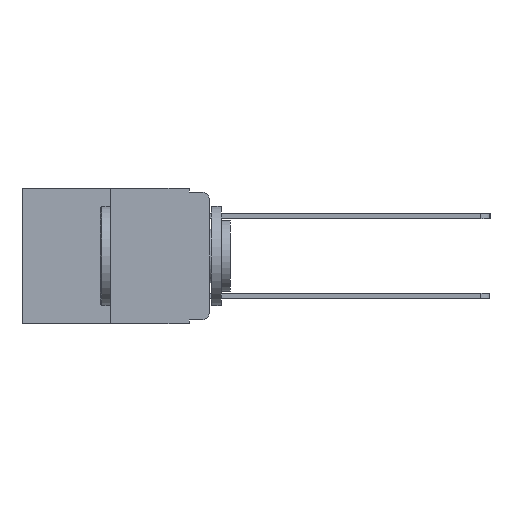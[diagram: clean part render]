
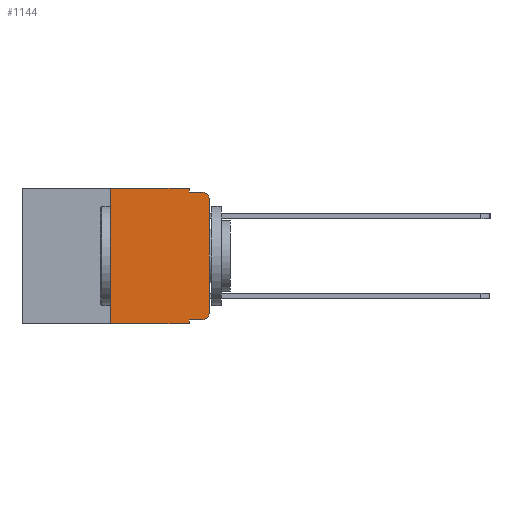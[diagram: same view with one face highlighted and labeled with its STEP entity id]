
A CAD part, left-side view. The second image highlights one B-rep face of the part: STEP entity #1144.
In plain terms, the highlighted planar face has unit normal (-1, 0, 0).
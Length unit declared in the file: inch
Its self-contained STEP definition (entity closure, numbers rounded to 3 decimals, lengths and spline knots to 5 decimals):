
#81 = VECTOR ( 'NONE', #1611, 39.37008 ) ;
#104 = ORIENTED_EDGE ( 'NONE', *, *, #9732, .F. ) ;
#654 = DIRECTION ( 'NONE',  ( 0., -1., 0. ) ) ;
#1051 = CARTESIAN_POINT ( 'NONE',  ( 0., 0., 0. ) ) ;
#1144 = ADVANCED_FACE ( 'NONE', ( #10707 ), #14899, .F. ) ;
#1611 = DIRECTION ( 'NONE',  ( 0., 0., -1. ) ) ;
#1632 = DIRECTION ( 'NONE',  ( 0., 0., -1. ) ) ;
#1687 = CARTESIAN_POINT ( 'NONE',  ( 0., 0.25, -0.343 ) ) ;
#2055 = VERTEX_POINT ( 'NONE', #10886 ) ;
#2243 = EDGE_LOOP ( 'NONE', ( #11383, #6019, #8834, #11724, #6359, #9174, #6712, #104, #4019, #13689 ) ) ;
#2358 = DIRECTION ( 'NONE',  ( 0., -1., 0. ) ) ;
#2513 = AXIS2_PLACEMENT_3D ( 'NONE', #7791, #8714, #1632 ) ;
#2559 = VECTOR ( 'NONE', #12456, 39.37008 ) ;
#2649 = CARTESIAN_POINT ( 'NONE',  ( 0., 0.473, 0. ) ) ;
#2773 = VERTEX_POINT ( 'NONE', #6177 ) ;
#3134 = DIRECTION ( 'NONE',  ( -1., 0., 0. ) ) ;
#3529 = VECTOR ( 'NONE', #12265, 39.37008 ) ;
#3667 = VERTEX_POINT ( 'NONE', #10160 ) ;
#3982 = LINE ( 'NONE', #12742, #12353 ) ;
#4019 = ORIENTED_EDGE ( 'NONE', *, *, #9006, .T. ) ;
#4390 = AXIS2_PLACEMENT_3D ( 'NONE', #11459, #11621, #11156 ) ;
#4965 = CIRCLE ( 'NONE', #5448, 0.02 ) ;
#5062 = CARTESIAN_POINT ( 'NONE',  ( 0., 0.051, -0.343 ) ) ;
#5207 = DIRECTION ( 'NONE',  ( 0., 0., 1. ) ) ;
#5292 = VECTOR ( 'NONE', #654, 39.37008 ) ;
#5392 = VERTEX_POINT ( 'NONE', #8769 ) ;
#5448 = AXIS2_PLACEMENT_3D ( 'NONE', #9776, #3134, #10884 ) ;
#5923 = LINE ( 'NONE', #1051, #9922 ) ;
#6019 = ORIENTED_EDGE ( 'NONE', *, *, #12631, .T. ) ;
#6039 = CARTESIAN_POINT ( 'NONE',  ( 0., 0.051, 0. ) ) ;
#6177 = CARTESIAN_POINT ( 'NONE',  ( 0., 0.051, -0.01 ) ) ;
#6359 = ORIENTED_EDGE ( 'NONE', *, *, #10404, .F. ) ;
#6712 = ORIENTED_EDGE ( 'NONE', *, *, #14429, .T. ) ;
#6786 = CIRCLE ( 'NONE', #2513, 0.02 ) ;
#6915 = LINE ( 'NONE', #11170, #3529 ) ;
#7277 = DIRECTION ( 'NONE',  ( 0., 0., 1. ) ) ;
#7350 = DIRECTION ( 'NONE',  ( 0., -1., 0. ) ) ;
#7609 = VECTOR ( 'NONE', #2358, 39.37008 ) ;
#7742 = CARTESIAN_POINT ( 'NONE',  ( 0., 0.02, -0.333 ) ) ;
#7791 = CARTESIAN_POINT ( 'NONE',  ( 0., 0.02, -0.03 ) ) ;
#8317 = EDGE_CURVE ( 'NONE', #9781, #3667, #4965, .T. ) ;
#8594 = CARTESIAN_POINT ( 'NONE',  ( 0., 0.02, -0.01 ) ) ;
#8714 = DIRECTION ( 'NONE',  ( -1., 0., 0. ) ) ;
#8769 = CARTESIAN_POINT ( 'NONE',  ( 0., 0.25, 0. ) ) ;
#8834 = ORIENTED_EDGE ( 'NONE', *, *, #11920, .F. ) ;
#8938 = VERTEX_POINT ( 'NONE', #5062 ) ;
#9006 = EDGE_CURVE ( 'NONE', #10961, #9781, #11380, .T. ) ;
#9174 = ORIENTED_EDGE ( 'NONE', *, *, #10484, .F. ) ;
#9732 = EDGE_CURVE ( 'NONE', #10961, #8938, #9833, .T. ) ;
#9747 = VERTEX_POINT ( 'NONE', #1687 ) ;
#9756 = VERTEX_POINT ( 'NONE', #9828 ) ;
#9776 = CARTESIAN_POINT ( 'NONE',  ( 0., 0.02, -0.313 ) ) ;
#9781 = VERTEX_POINT ( 'NONE', #7742 ) ;
#9817 = VECTOR ( 'NONE', #7350, 39.37008 ) ;
#9828 = CARTESIAN_POINT ( 'NONE',  ( 0., 0., -0.03 ) ) ;
#9833 = LINE ( 'NONE', #13003, #81 ) ;
#9922 = VECTOR ( 'NONE', #7277, 39.37008 ) ;
#10160 = CARTESIAN_POINT ( 'NONE',  ( 0., 0., -0.313 ) ) ;
#10172 = LINE ( 'NONE', #2649, #9817 ) ;
#10404 = EDGE_CURVE ( 'NONE', #5392, #2055, #10172, .T. ) ;
#10484 = EDGE_CURVE ( 'NONE', #9747, #5392, #3982, .T. ) ;
#10707 = FACE_OUTER_BOUND ( 'NONE', #2243, .T. ) ;
#10884 = DIRECTION ( 'NONE',  ( 0., 0., -1. ) ) ;
#10886 = CARTESIAN_POINT ( 'NONE',  ( 0., 0.051, 0. ) ) ;
#10961 = VERTEX_POINT ( 'NONE', #12183 ) ;
#11156 = DIRECTION ( 'NONE',  ( 0., 0., -1. ) ) ;
#11170 = CARTESIAN_POINT ( 'NONE',  ( 0., 0.473, -0.343 ) ) ;
#11193 = EDGE_CURVE ( 'NONE', #2055, #2773, #13935, .T. ) ;
#11380 = LINE ( 'NONE', #14416, #5292 ) ;
#11383 = ORIENTED_EDGE ( 'NONE', *, *, #13305, .T. ) ;
#11459 = CARTESIAN_POINT ( 'NONE',  ( 0., 0.473, 0. ) ) ;
#11621 = DIRECTION ( 'NONE',  ( 1., 0., 0. ) ) ;
#11724 = ORIENTED_EDGE ( 'NONE', *, *, #11193, .F. ) ;
#11920 = EDGE_CURVE ( 'NONE', #2773, #12430, #13612, .T. ) ;
#12183 = CARTESIAN_POINT ( 'NONE',  ( 0., 0.051, -0.333 ) ) ;
#12265 = DIRECTION ( 'NONE',  ( 0., -1., 0. ) ) ;
#12353 = VECTOR ( 'NONE', #5207, 39.37008 ) ;
#12430 = VERTEX_POINT ( 'NONE', #8594 ) ;
#12456 = DIRECTION ( 'NONE',  ( 0., 0., -1. ) ) ;
#12631 = EDGE_CURVE ( 'NONE', #9756, #12430, #6786, .T. ) ;
#12742 = CARTESIAN_POINT ( 'NONE',  ( 0., 0.25, 0. ) ) ;
#13003 = CARTESIAN_POINT ( 'NONE',  ( 0., 0.051, 0. ) ) ;
#13305 = EDGE_CURVE ( 'NONE', #3667, #9756, #5923, .T. ) ;
#13612 = LINE ( 'NONE', #14477, #7609 ) ;
#13689 = ORIENTED_EDGE ( 'NONE', *, *, #8317, .T. ) ;
#13935 = LINE ( 'NONE', #6039, #2559 ) ;
#14416 = CARTESIAN_POINT ( 'NONE',  ( 0., 0.051, -0.333 ) ) ;
#14429 = EDGE_CURVE ( 'NONE', #9747, #8938, #6915, .T. ) ;
#14477 = CARTESIAN_POINT ( 'NONE',  ( 0., 0.051, -0.01 ) ) ;
#14899 = PLANE ( 'NONE',  #4390 ) ;
